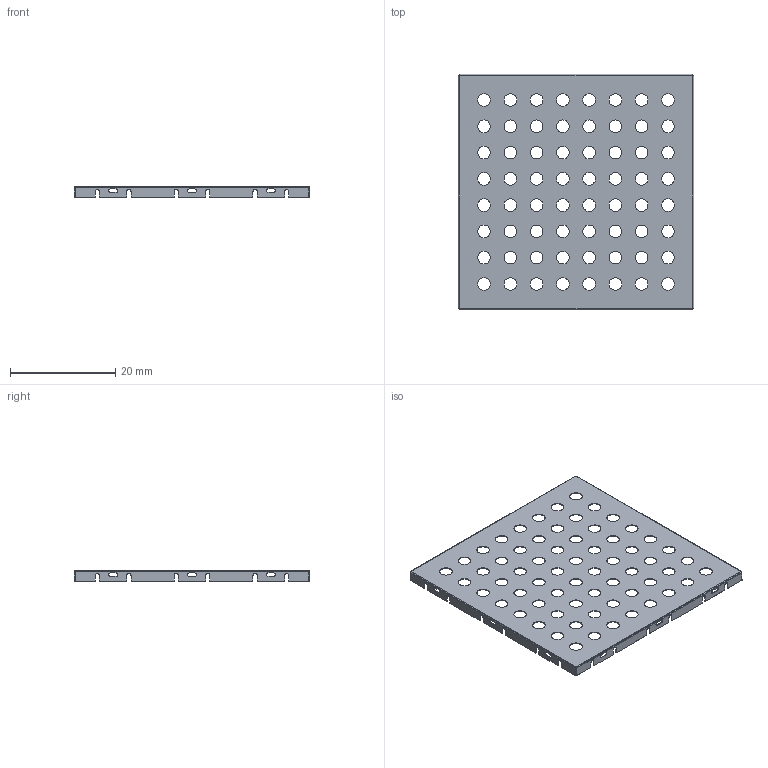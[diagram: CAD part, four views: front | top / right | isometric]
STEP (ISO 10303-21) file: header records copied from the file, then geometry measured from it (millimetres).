
FILE_DESCRIPTION(/* description */ (''),/* implementation_level */ '2;1');
FILE_NAME(/* name */ 'MSBOX_LAIRD_BMI-S-207-C.stp',/* time_stamp */ '2017-07-04T13:58:00+02:00',/* author */ ('jchouvet'),/* organization */ ('SolidWorks'),/* preprocessor_version */ 'ST-DEVELOPER v16.1',/* originating_system */ 'AutoCAD Mechanical',/* authorisation */ '');
FILE_SCHEMA (('AUTOMOTIVE_DESIGN { 1 0 10303 214 3 1 1 }'));
Length unit declared in the file: millimetre
Products named in the file (1): Product
Bounding box: 44.83 x 44.83 x 2 mm (x, y, z)
Volume: 260.1 mm3; surface area: 4111.9 mm2
Topology: 1 solids, 1 shells, 270 faces, 780 edges, 512 vertices
Faces by surface type: cylinder 128, plane 126, bspline 16
Full cylindrical faces by diameter (mm): 2.4 x64
Entity records: 9412 total; most frequent: CARTESIAN_POINT 2067, DIRECTION 1466, ORIENTED_EDGE 1432, EDGE_CURVE 716, VERTEX_POINT 512, AXIS2_PLACEMENT_3D 511, EDGE_LOOP 486, LINE 444
